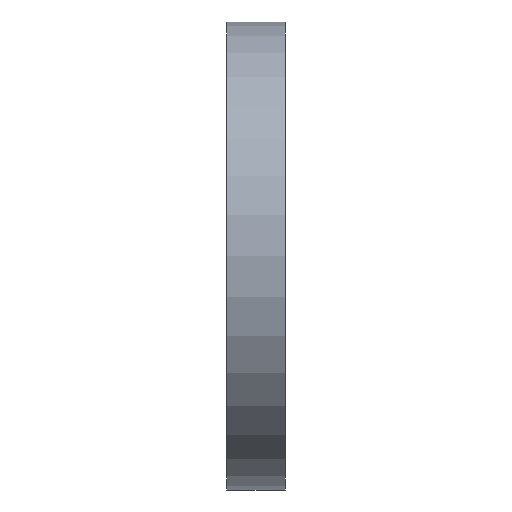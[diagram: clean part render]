
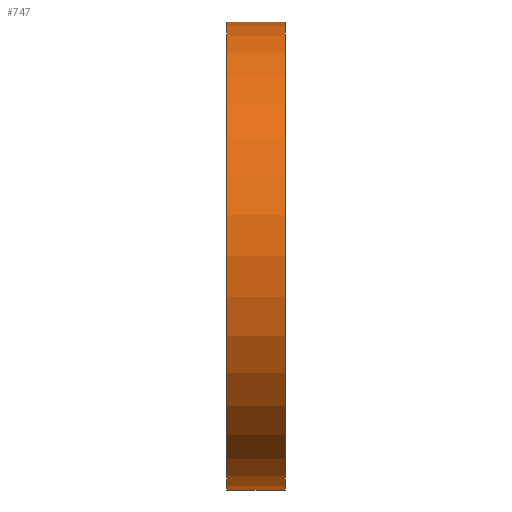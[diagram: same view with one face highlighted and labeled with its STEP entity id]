
A CAD part, left-side view. The second image highlights one B-rep face of the part: STEP entity #747.
In plain terms, the highlighted cylindrical face has radius 99.416 mm (diameter 198.831 mm), a partial arc.
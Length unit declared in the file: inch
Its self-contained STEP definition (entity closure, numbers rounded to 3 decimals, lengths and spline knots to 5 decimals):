
#27 = ORIENTED_EDGE ( 'NONE', *, *, #433, .F. ) ;
#52 = DIRECTION ( 'NONE',  ( 0., 0., -1. ) ) ;
#83 = DIRECTION ( 'NONE',  ( 0., -1., 0. ) ) ;
#107 = VECTOR ( 'NONE', #632, 39.37008 ) ;
#148 = CARTESIAN_POINT ( 'NONE',  ( 0., 0., -3.914 ) ) ;
#162 = CARTESIAN_POINT ( 'NONE',  ( 0., 12.05472, -3.914 ) ) ;
#205 = CARTESIAN_POINT ( 'NONE',  ( 0., 12.05472, 3.914 ) ) ;
#214 = CARTESIAN_POINT ( 'NONE',  ( 0., 0.98425, -3.914 ) ) ;
#223 = DIRECTION ( 'NONE',  ( 0., 0., -1. ) ) ;
#258 = DIRECTION ( 'NONE',  ( 0., 0., 1. ) ) ;
#277 = CARTESIAN_POINT ( 'NONE',  ( 0., 0.98425, 0. ) ) ;
#298 = VERTEX_POINT ( 'NONE', #701 ) ;
#326 = AXIS2_PLACEMENT_3D ( 'NONE', #856, #362, #223 ) ;
#362 = DIRECTION ( 'NONE',  ( 0., -1., 0. ) ) ;
#365 = VECTOR ( 'NONE', #423, 39.37008 ) ;
#368 = CARTESIAN_POINT ( 'NONE',  ( 0., 12.05472, 0. ) ) ;
#423 = DIRECTION ( 'NONE',  ( 0., -1., 0. ) ) ;
#433 = EDGE_CURVE ( 'NONE', #298, #494, #724, .T. ) ;
#436 = FACE_OUTER_BOUND ( 'NONE', #890, .T. ) ;
#454 = EDGE_CURVE ( 'NONE', #695, #298, #636, .T. ) ;
#462 = AXIS2_PLACEMENT_3D ( 'NONE', #277, #548, #258 ) ;
#483 = AXIS2_PLACEMENT_3D ( 'NONE', #368, #83, #52 ) ;
#494 = VERTEX_POINT ( 'NONE', #148 ) ;
#497 = EDGE_CURVE ( 'NONE', #646, #494, #700, .T. ) ;
#548 = DIRECTION ( 'NONE',  ( 0., -1., 0. ) ) ;
#558 = ORIENTED_EDGE ( 'NONE', *, *, #586, .T. ) ;
#586 = EDGE_CURVE ( 'NONE', #695, #646, #744, .T. ) ;
#632 = DIRECTION ( 'NONE',  ( 0., -1., 0. ) ) ;
#636 = LINE ( 'NONE', #205, #365 ) ;
#646 = VERTEX_POINT ( 'NONE', #214 ) ;
#695 = VERTEX_POINT ( 'NONE', #836 ) ;
#700 = LINE ( 'NONE', #162, #107 ) ;
#701 = CARTESIAN_POINT ( 'NONE',  ( 0., 0., 3.914 ) ) ;
#721 = CYLINDRICAL_SURFACE ( 'NONE', #483, 3.914 ) ;
#724 = CIRCLE ( 'NONE', #326, 3.914 ) ;
#744 = CIRCLE ( 'NONE', #462, 3.914 ) ;
#747 = ADVANCED_FACE ( 'NONE', ( #436 ), #721, .T. ) ;
#836 = CARTESIAN_POINT ( 'NONE',  ( 0., 0.98425, 3.914 ) ) ;
#856 = CARTESIAN_POINT ( 'NONE',  ( 0., 0., 0. ) ) ;
#867 = ORIENTED_EDGE ( 'NONE', *, *, #454, .F. ) ;
#890 = EDGE_LOOP ( 'NONE', ( #867, #558, #920, #27 ) ) ;
#920 = ORIENTED_EDGE ( 'NONE', *, *, #497, .T. ) ;
